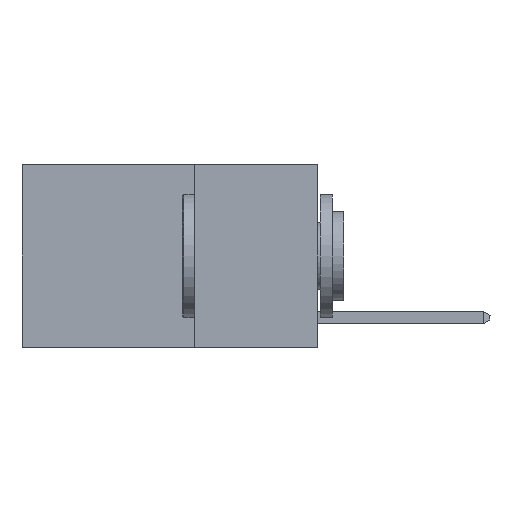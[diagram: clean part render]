
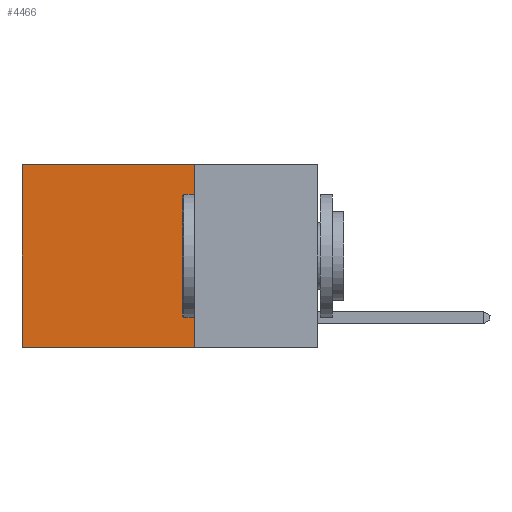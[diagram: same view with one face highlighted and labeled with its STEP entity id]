
A CAD part, left-side view. The second image highlights one B-rep face of the part: STEP entity #4466.
In plain terms, the highlighted planar face has unit normal (-1, 0, 0).
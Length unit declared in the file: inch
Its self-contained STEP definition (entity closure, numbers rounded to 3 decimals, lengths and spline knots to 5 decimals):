
#1126 = VECTOR ( 'NONE', #8798, 39.37008 ) ;
#1629 = VERTEX_POINT ( 'NONE', #9234 ) ;
#1835 = VECTOR ( 'NONE', #8282, 39.37008 ) ;
#2340 = ORIENTED_EDGE ( 'NONE', *, *, #5928, .F. ) ;
#2418 = EDGE_CURVE ( 'NONE', #4505, #4077, #10884, .T. ) ;
#2683 = CARTESIAN_POINT ( 'NONE',  ( 0.2625, 0.25, 0. ) ) ;
#2993 = DIRECTION ( 'NONE',  ( 0., 1., 0. ) ) ;
#3020 = CARTESIAN_POINT ( 'NONE',  ( 0.2625, 0.6, 0. ) ) ;
#3754 = PLANE ( 'NONE',  #8828 ) ;
#3793 = DIRECTION ( 'NONE',  ( 0., 0., -1. ) ) ;
#3863 = CARTESIAN_POINT ( 'NONE',  ( 0.2625, 0.25, 0. ) ) ;
#3905 = VECTOR ( 'NONE', #2993, 39.37008 ) ;
#3974 = CARTESIAN_POINT ( 'NONE',  ( 0.2625, 0.25, 0. ) ) ;
#4077 = VERTEX_POINT ( 'NONE', #3020 ) ;
#4455 = CARTESIAN_POINT ( 'NONE',  ( 0.2625, 0.25, -0.37 ) ) ;
#4466 = ADVANCED_FACE ( 'NONE', ( #8852 ), #3754, .F. ) ;
#4505 = VERTEX_POINT ( 'NONE', #3863 ) ;
#4888 = EDGE_CURVE ( 'NONE', #4077, #1629, #8588, .T. ) ;
#5405 = VECTOR ( 'NONE', #10293, 39.37008 ) ;
#5499 = CARTESIAN_POINT ( 'NONE',  ( 0.2625, 0.25, 0. ) ) ;
#5601 = ORIENTED_EDGE ( 'NONE', *, *, #6212, .F. ) ;
#5612 = CARTESIAN_POINT ( 'NONE',  ( 0.2625, 0.6, 0. ) ) ;
#5928 = EDGE_CURVE ( 'NONE', #9622, #1629, #9535, .T. ) ;
#6212 = EDGE_CURVE ( 'NONE', #4505, #9622, #7304, .T. ) ;
#6498 = ORIENTED_EDGE ( 'NONE', *, *, #4888, .T. ) ;
#7207 = ORIENTED_EDGE ( 'NONE', *, *, #2418, .T. ) ;
#7304 = LINE ( 'NONE', #2683, #1126 ) ;
#8282 = DIRECTION ( 'NONE',  ( 0., 0., -1. ) ) ;
#8588 = LINE ( 'NONE', #5612, #1835 ) ;
#8798 = DIRECTION ( 'NONE',  ( 0., 0., -1. ) ) ;
#8828 = AXIS2_PLACEMENT_3D ( 'NONE', #5499, #10828, #3793 ) ;
#8852 = FACE_OUTER_BOUND ( 'NONE', #9262, .T. ) ;
#9234 = CARTESIAN_POINT ( 'NONE',  ( 0.2625, 0.6, -0.37 ) ) ;
#9262 = EDGE_LOOP ( 'NONE', ( #6498, #2340, #5601, #7207 ) ) ;
#9535 = LINE ( 'NONE', #10913, #3905 ) ;
#9622 = VERTEX_POINT ( 'NONE', #4455 ) ;
#10293 = DIRECTION ( 'NONE',  ( 0., 1., 0. ) ) ;
#10828 = DIRECTION ( 'NONE',  ( 1., 0., 0. ) ) ;
#10884 = LINE ( 'NONE', #3974, #5405 ) ;
#10913 = CARTESIAN_POINT ( 'NONE',  ( 0.2625, 0.25, -0.37 ) ) ;
